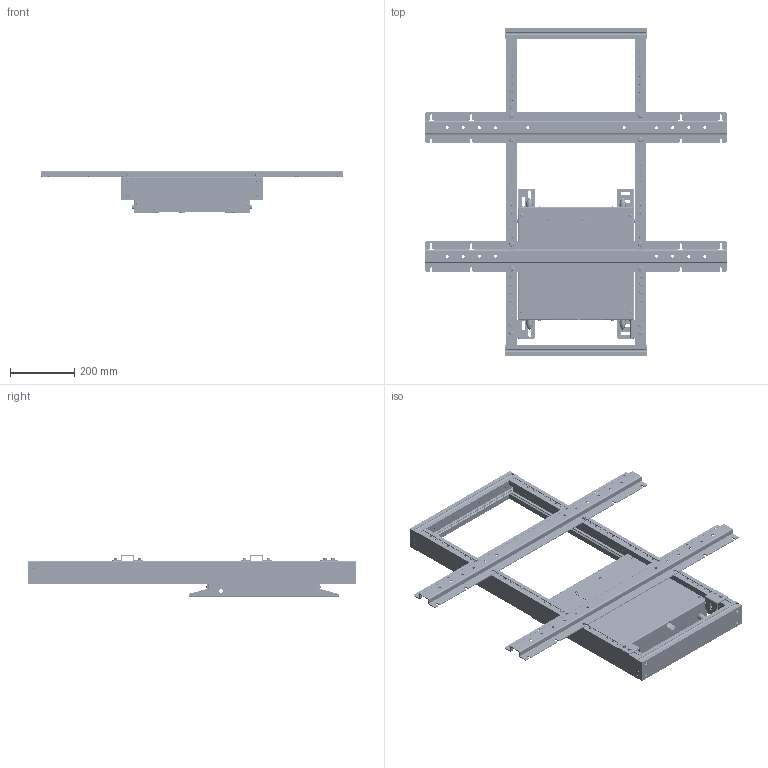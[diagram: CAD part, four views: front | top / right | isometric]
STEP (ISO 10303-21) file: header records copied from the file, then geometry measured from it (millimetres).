
FILE_DESCRIPTION (( 'STEP AP214' ), '1' );
FILE_NAME ('4031000503.STEP', '2023-02-17T07:59:09', ( '' ), ( '' ), 'SwSTEP 2.0', 'SolidWorks 2021', '' );
FILE_SCHEMA (( 'AUTOMOTIVE_DESIGN' ));
Length unit declared in the file: millimetre
Products named in the file (22): D001733_4031500030; 517004; 533058; D001959_4031500020; 4031500130_4031500130; 533056; D004026_4031500175; 4031500240; 4031000503; D002397_4031500120; 557505; 851108; 512 006; D001959_4031500010; 551011; 325037_4031500171; 530000; 873096; 875463; 4031500230; 325037_4031500141; D001734_4031500080
Assembly tree (94 placements, depth 3):
  4031000503
    D001733_4031500030
    D001734_4031500080
    D001959_4031500020
    4031500130_4031500130  x2
    D002397_4031500120  x2
    D001959_4031500010
    4031500240
    4031500230  x2
    875463  x4
    D004026_4031500175  x2
      325037_4031500171
    325037_4031500141  x2
    533056
    517004  x22
    551011
    530000  x12
    533058  x8
    512 006  x8
    557505  x16
    851108  x2
    873096  x4
Bounding box: 935 x 1020 x 133.01 mm (x, y, z)
Volume: 3156948.8 mm3; surface area: 3446639 mm2
Topology: 91 solids, 97 shells, 5581 faces, 14487 edges, 9287 vertices
Faces by surface type: plane 2110, cylinder 1949, bspline 850, cone 648, torus 24
Entity records: 111984 total; most frequent: CARTESIAN_POINT 31221, ORIENTED_EDGE 11940, DIRECTION 11125, EDGE_CURVE 5979, AXIS2_PLACEMENT_3D 4137, VERTEX_POINT 3866, LINE 2851, VECTOR 2851
